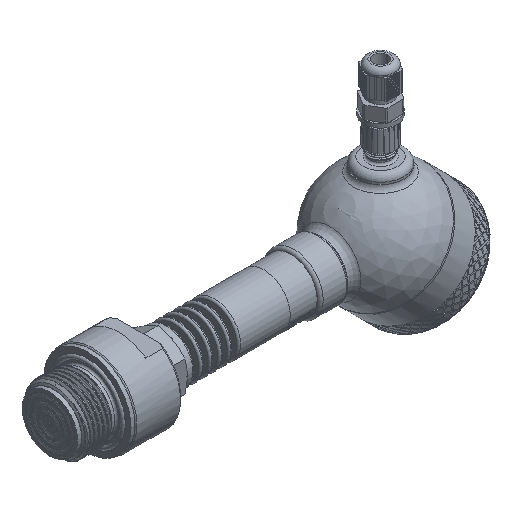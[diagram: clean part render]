
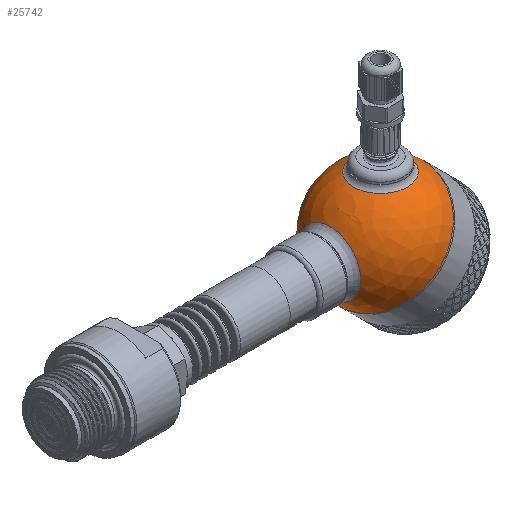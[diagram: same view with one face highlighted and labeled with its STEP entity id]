
A CAD part, isometric view. The second image highlights one B-rep face of the part: STEP entity #25742.
In plain terms, the highlighted spherical face has radius 30 mm.
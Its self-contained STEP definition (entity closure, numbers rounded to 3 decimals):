
#153=SPHERICAL_SURFACE('',#27228,30.);
#222=CIRCLE('',#27225,15.643);
#225=CIRCLE('',#27229,30.);
#226=CIRCLE('',#27230,30.);
#227=CIRCLE('',#27231,30.);
#228=CIRCLE('',#27232,13.5);
#1117=FACE_BOUND('',#5854,.T.);
#1118=FACE_BOUND('',#5855,.T.);
#4182=FACE_OUTER_BOUND('',#5853,.T.);
#5853=EDGE_LOOP('',(#18573,#18574,#18575,#18576));
#5854=EDGE_LOOP('',(#18577));
#5855=EDGE_LOOP('',(#18578));
#10666=VERTEX_POINT('',#40021);
#10668=VERTEX_POINT('',#40027);
#10669=VERTEX_POINT('',#40028);
#10670=VERTEX_POINT('',#40030);
#10671=VERTEX_POINT('',#40033);
#13660=EDGE_CURVE('',#10666,#10666,#222,.T.);
#13663=EDGE_CURVE('',#10668,#10669,#225,.T.);
#13664=EDGE_CURVE('',#10668,#10670,#226,.T.);
#13665=EDGE_CURVE('',#10669,#10668,#227,.T.);
#13666=EDGE_CURVE('',#10671,#10671,#228,.T.);
#18573=ORIENTED_EDGE('',*,*,#13663,.F.);
#18574=ORIENTED_EDGE('',*,*,#13664,.T.);
#18575=ORIENTED_EDGE('',*,*,#13664,.F.);
#18576=ORIENTED_EDGE('',*,*,#13665,.F.);
#18577=ORIENTED_EDGE('',*,*,#13660,.F.);
#18578=ORIENTED_EDGE('',*,*,#13666,.F.);
#25742=ADVANCED_FACE('',(#4182,#1117,#1118),#153,.T.);
#27225=AXIS2_PLACEMENT_3D('',#40022,#28899,#28900);
#27228=AXIS2_PLACEMENT_3D('',#40026,#28905,#28906);
#27229=AXIS2_PLACEMENT_3D('',#40029,#28907,#28908);
#27230=AXIS2_PLACEMENT_3D('',#40031,#28909,#28910);
#27231=AXIS2_PLACEMENT_3D('',#40032,#28911,#28912);
#27232=AXIS2_PLACEMENT_3D('',#40034,#28913,#28914);
#28899=DIRECTION('center_axis',(-0.707,0.,0.707));
#28900=DIRECTION('ref_axis',(0.707,0.,0.707));
#28905=DIRECTION('center_axis',(1.,0.,0.));
#28906=DIRECTION('ref_axis',(0.,-1.,0.));
#28907=DIRECTION('center_axis',(1.,0.,0.));
#28908=DIRECTION('ref_axis',(0.,1.,0.));
#28909=DIRECTION('center_axis',(0.,0.,1.));
#28910=DIRECTION('ref_axis',(0.,1.,0.));
#28911=DIRECTION('center_axis',(1.,0.,0.));
#28912=DIRECTION('ref_axis',(0.,1.,0.));
#28913=DIRECTION('center_axis',(-0.707,0.,-0.707));
#28914=DIRECTION('ref_axis',(-0.707,0.,0.707));
#40021=CARTESIAN_POINT('',(-29.162,0.,7.04));
#40022=CARTESIAN_POINT('Origin',(-18.101,0.,18.101));
#40026=CARTESIAN_POINT('Origin',(0.,0.,0.));
#40027=CARTESIAN_POINT('',(0.,30.,0.));
#40028=CARTESIAN_POINT('',(0.,-30.,0.));
#40029=CARTESIAN_POINT('Origin',(0.,0.,0.));
#40030=CARTESIAN_POINT('',(-30.,0.,0.));
#40031=CARTESIAN_POINT('Origin',(0.,0.,0.));
#40032=CARTESIAN_POINT('Origin',(0.,0.,0.));
#40033=CARTESIAN_POINT('',(-9.398,0.,-28.49));
#40034=CARTESIAN_POINT('Origin',(-18.944,0.,-18.944));
